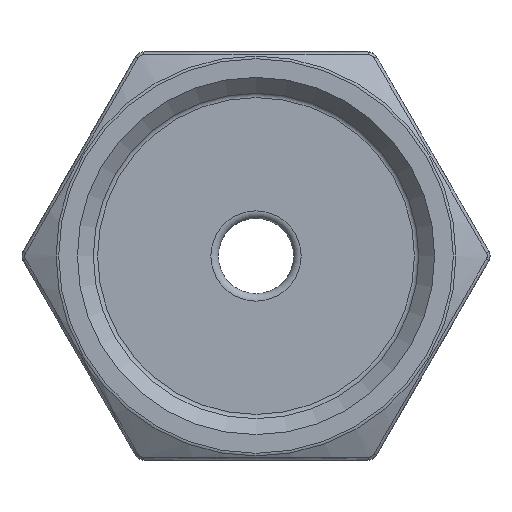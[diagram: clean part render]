
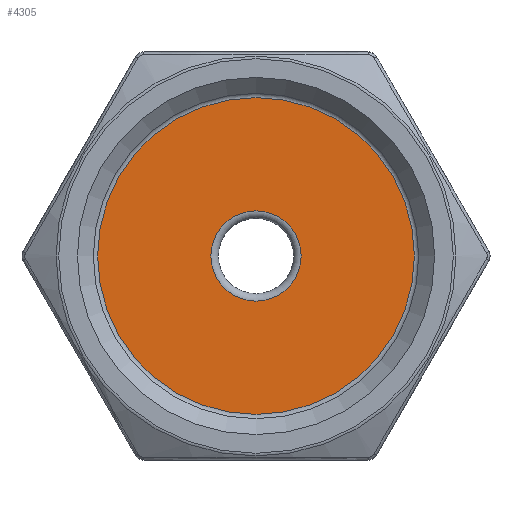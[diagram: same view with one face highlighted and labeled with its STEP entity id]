
A CAD part, left-side view. The second image highlights one B-rep face of the part: STEP entity #4305.
In plain terms, the highlighted planar face has unit normal (-1, 0, 0).
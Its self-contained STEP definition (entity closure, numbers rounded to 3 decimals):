
#324 = DIRECTION ( 'NONE',  ( 0., 1., 0. ) ) ;
#412 = AXIS2_PLACEMENT_3D ( 'NONE', #6081, #6010, #3787 ) ;
#772 = DIRECTION ( 'NONE',  ( 0., 0., -1. ) ) ;
#949 = FACE_BOUND ( 'NONE', #5131, .T. ) ;
#1798 = DIRECTION ( 'NONE',  ( 1., 0., 0. ) ) ;
#2005 = AXIS2_PLACEMENT_3D ( 'NONE', #12137, #1798, #772 ) ;
#2298 = AXIS2_PLACEMENT_3D ( 'NONE', #2445, #9870, #324 ) ;
#2326 = CARTESIAN_POINT ( 'NONE',  ( 18.2, 0., -4.2 ) ) ;
#2445 = CARTESIAN_POINT ( 'NONE',  ( 18.2, 0., -15.245 ) ) ;
#3562 = CARTESIAN_POINT ( 'NONE',  ( 18.2, 0., 14.746 ) ) ;
#3787 = DIRECTION ( 'NONE',  ( 0., 0., 1. ) ) ;
#3962 = CIRCLE ( 'NONE', #2005, 4.2 ) ;
#4305 = ADVANCED_FACE ( 'NONE', ( #949, #5076 ), #9263, .F. ) ;
#4523 = VERTEX_POINT ( 'NONE', #3562 ) ;
#5076 = FACE_OUTER_BOUND ( 'NONE', #9966, .T. ) ;
#5131 = EDGE_LOOP ( 'NONE', ( #12453 ) ) ;
#5449 = ORIENTED_EDGE ( 'NONE', *, *, #8521, .F. ) ;
#6010 = DIRECTION ( 'NONE',  ( 1., 0., 0. ) ) ;
#6081 = CARTESIAN_POINT ( 'NONE',  ( 18.2, 0., 0. ) ) ;
#8521 = EDGE_CURVE ( 'NONE', #4523, #4523, #8743, .T. ) ;
#8743 = CIRCLE ( 'NONE', #412, 14.745 ) ;
#9263 = PLANE ( 'NONE',  #2298 ) ;
#9870 = DIRECTION ( 'NONE',  ( 1., 0., 0. ) ) ;
#9966 = EDGE_LOOP ( 'NONE', ( #5449 ) ) ;
#11770 = VERTEX_POINT ( 'NONE', #2326 ) ;
#12137 = CARTESIAN_POINT ( 'NONE',  ( 18.2, 0., 0. ) ) ;
#12453 = ORIENTED_EDGE ( 'NONE', *, *, #12628, .T. ) ;
#12628 = EDGE_CURVE ( 'NONE', #11770, #11770, #3962, .T. ) ;
